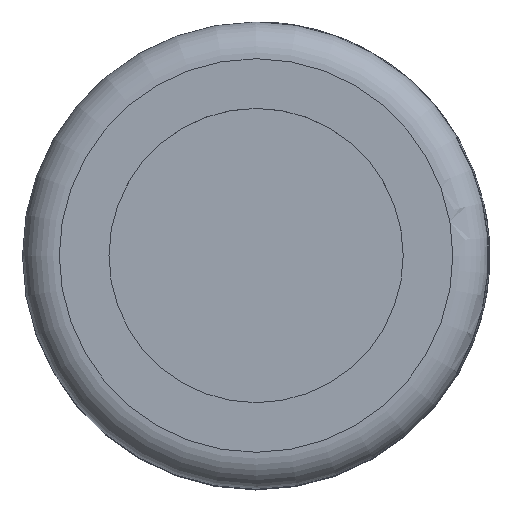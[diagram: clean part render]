
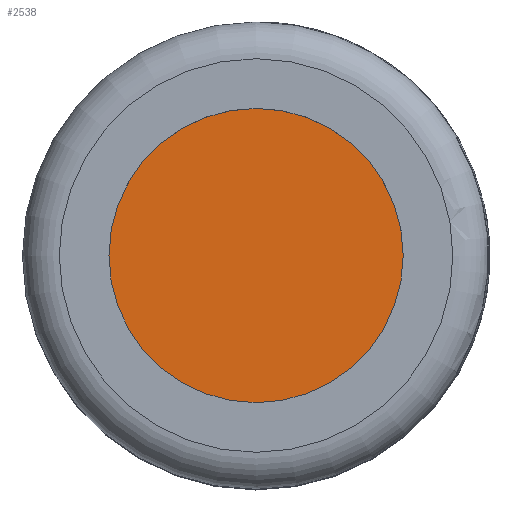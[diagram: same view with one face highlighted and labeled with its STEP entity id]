
A CAD part, top view. The second image highlights one B-rep face of the part: STEP entity #2538.
In plain terms, the highlighted planar face has unit normal (0, 0, 1).
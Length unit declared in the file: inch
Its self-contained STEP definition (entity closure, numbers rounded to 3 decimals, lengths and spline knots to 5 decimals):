
#179=PLANE('',#2692);
#320=FACE_OUTER_BOUND('',#483,.T.);
#483=EDGE_LOOP('',(#2361));
#705=CIRCLE('',#2690,0.08);
#1264=VERTEX_POINT('',#5902);
#1634=EDGE_CURVE('',#1264,#1264,#705,.T.);
#2361=ORIENTED_EDGE('',*,*,#1634,.F.);
#2538=ADVANCED_FACE('',(#320),#179,.T.);
#2690=AXIS2_PLACEMENT_3D('',#5903,#3143,#3144);
#2692=AXIS2_PLACEMENT_3D('',#5906,#3147,#3148);
#3143=DIRECTION('center_axis',(0.,0.,-1.));
#3144=DIRECTION('ref_axis',(-1.,0.,0.));
#3147=DIRECTION('center_axis',(0.,0.,1.));
#3148=DIRECTION('ref_axis',(1.,0.,0.));
#5902=CARTESIAN_POINT('',(0.08,0.,0.285));
#5903=CARTESIAN_POINT('Origin',(0.,0.,0.285));
#5906=CARTESIAN_POINT('Origin',(0.,0.,0.285));
